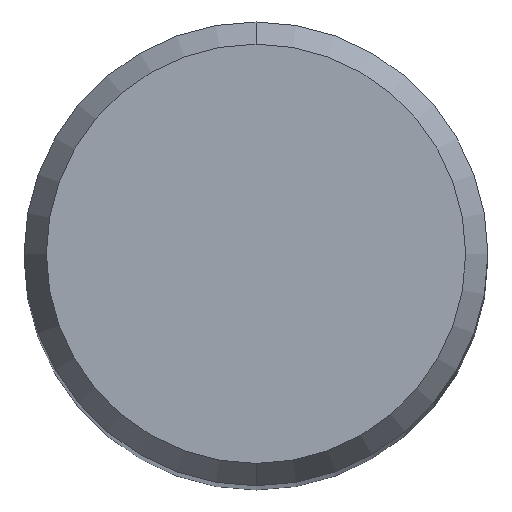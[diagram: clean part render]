
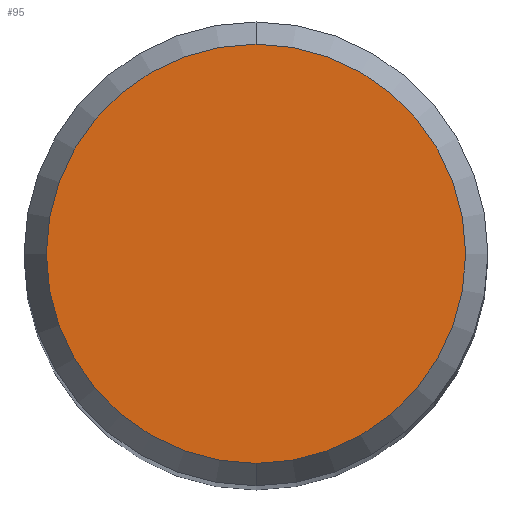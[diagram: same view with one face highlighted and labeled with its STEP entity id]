
A CAD part, top view. The second image highlights one B-rep face of the part: STEP entity #95.
In plain terms, the highlighted planar face has unit normal (0, 0, 1).
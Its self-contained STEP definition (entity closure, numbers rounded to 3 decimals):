
#95=ADVANCED_FACE('',(#223),#224,.T.);
#161=EDGE_CURVE('',#189,#191,#297,.T.);
#173=EDGE_CURVE('',#191,#189,#310,.T.);
#189=VERTEX_POINT('',#329);
#191=VERTEX_POINT('',#331);
#223=FACE_OUTER_BOUND('',#358,.T.);
#224=PLANE('',#359);
#297=CIRCLE('',#454,2.158);
#310=CIRCLE('',#472,2.158);
#329=CARTESIAN_POINT('',(0.,-2.158,0.01));
#331=CARTESIAN_POINT('',(0.0,2.158,0.01));
#358=EDGE_LOOP('',(#515,#516));
#359=AXIS2_PLACEMENT_3D('',#517,#518,#519);
#454=AXIS2_PLACEMENT_3D('',#602,#603,#604);
#472=AXIS2_PLACEMENT_3D('',#620,#621,#622);
#515=ORIENTED_EDGE('',*,*,#173,.F.);
#516=ORIENTED_EDGE('',*,*,#161,.F.);
#517=CARTESIAN_POINT('',(0.0,1.079,0.01));
#518=DIRECTION('',(-0.0,0.0,1.0));
#519=DIRECTION('',(0.0,-1.0,0.0));
#602=CARTESIAN_POINT('',(0.0,0.0,0.01));
#603=DIRECTION('',(0.0,0.0,-1.0));
#604=DIRECTION('',(0.0,1.0,0.0));
#620=CARTESIAN_POINT('',(0.0,0.0,0.01));
#621=DIRECTION('',(0.0,0.0,-1.0));
#622=DIRECTION('',(0.0,1.0,0.0));
